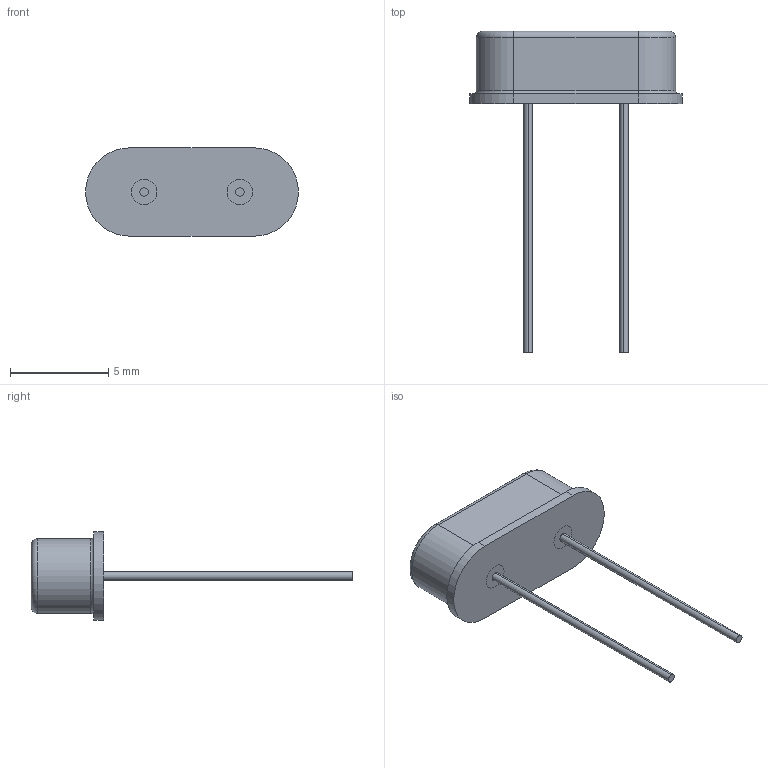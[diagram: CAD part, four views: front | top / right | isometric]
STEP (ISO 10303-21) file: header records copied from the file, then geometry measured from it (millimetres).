
FILE_DESCRIPTION (( 'STEP AP214' ), '1' );
FILE_NAME ('ATS08A-E.STEP', '2020-12-01T01:46:06', ( '' ), ( '' ), 'SwSTEP 2.0', 'SolidWorks 2017', '' );
FILE_SCHEMA (( 'AUTOMOTIVE_DESIGN' ));
Length unit declared in the file: millimetre
Products named in the file (1): ATS08A-E
Bounding box: 10.85 x 16.38 x 4.5 mm (x, y, z)
Volume: 138.4 mm3; surface area: 217.7 mm2
Topology: 5 solids, 5 shells, 41 faces, 76 edges, 48 vertices
Faces by surface type: cylinder 20, plane 17, torus 4
Entity records: 1100 total; most frequent: DIRECTION 204, CARTESIAN_POINT 166, ORIENTED_EDGE 152, AXIS2_PLACEMENT_3D 86, EDGE_CURVE 76, VERTEX_POINT 48, EDGE_LOOP 44, CIRCLE 44
